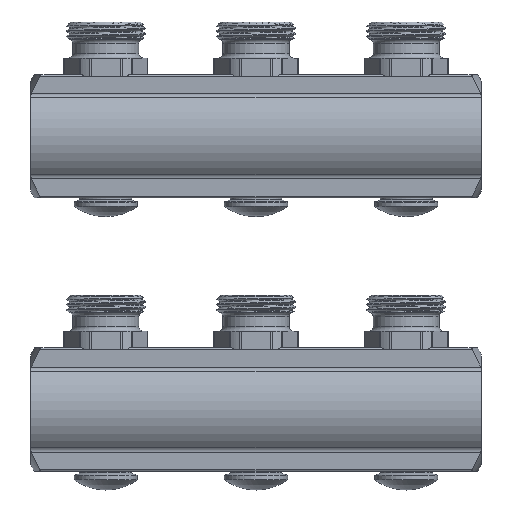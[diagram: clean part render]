
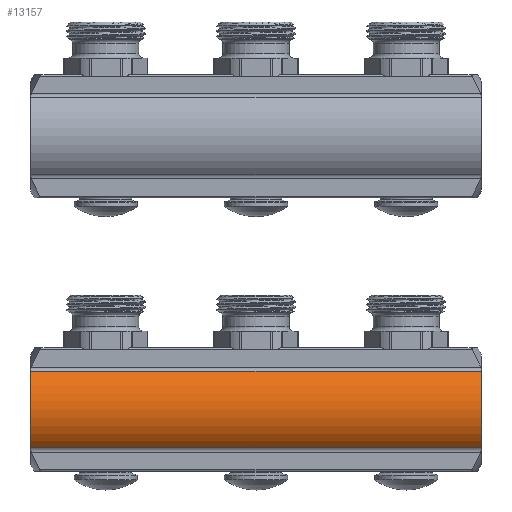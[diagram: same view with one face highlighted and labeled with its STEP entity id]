
A CAD part, front view. The second image highlights one B-rep face of the part: STEP entity #13157.
In plain terms, the highlighted cylindrical face has radius 18.25 mm (diameter 36.5 mm), a partial arc.
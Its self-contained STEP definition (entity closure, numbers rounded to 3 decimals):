
#11=CARTESIAN_POINT('',(-75.,0.,0.));
#12=DIRECTION('',(1.,0.,0.));
#13=DIRECTION('',(0.,-0.716,0.698));
#14=AXIS2_PLACEMENT_3D('',#11,#12,#13);
#16=CARTESIAN_POINT('',(-75.,0.,0.));
#17=DIRECTION('',(1.,0.,0.));
#18=DIRECTION('',(0.,-1.,0.));
#19=AXIS2_PLACEMENT_3D('',#16,#17,#18);
#157=DIRECTION('',(-1.,0.,0.));
#158=VECTOR('',#157,150.);
#159=CARTESIAN_POINT('',(75.,-13.068,12.739));
#160=LINE('',#159,#158);
#200=CARTESIAN_POINT('',(75.,0.,0.));
#201=DIRECTION('',(-1.,0.,0.));
#202=DIRECTION('',(0.,-0.716,-0.698));
#203=AXIS2_PLACEMENT_3D('',#200,#201,#202);
#205=CARTESIAN_POINT('',(75.,0.,0.));
#206=DIRECTION('',(-1.,0.,0.));
#207=DIRECTION('',(0.,-1.,0.));
#208=AXIS2_PLACEMENT_3D('',#205,#206,#207);
#5668=DIRECTION('',(-1.,0.,0.));
#5669=VECTOR('',#5668,150.);
#5670=CARTESIAN_POINT('',(75.,-13.068,-12.739));
#5671=LINE('',#5670,#5669);
#5676=CARTESIAN_POINT('',(-75.,-13.068,12.739));
#5677=VERTEX_POINT('',#5676);
#5678=CARTESIAN_POINT('',(-75.,-18.25,0.));
#5679=VERTEX_POINT('',#5678);
#5680=CARTESIAN_POINT('',(-75.,-13.068,-12.739));
#5681=VERTEX_POINT('',#5680);
#5716=CARTESIAN_POINT('',(75.,-13.068,12.739));
#5717=VERTEX_POINT('',#5716);
#5726=CARTESIAN_POINT('',(75.,-13.068,-12.739));
#5727=VERTEX_POINT('',#5726);
#5728=CARTESIAN_POINT('',(75.,-18.25,0.));
#5729=VERTEX_POINT('',#5728);
#13144=CARTESIAN_POINT('',(-75.,0.,0.));
#13145=DIRECTION('',(1.,0.,0.));
#13146=DIRECTION('',(0.,-1.,0.));
#13147=AXIS2_PLACEMENT_3D('',#13144,#13145,#13146);
#13148=CYLINDRICAL_SURFACE('',#13147,18.25);
#13149=ORIENTED_EDGE('',*,*,#6477,.T.);
#13150=ORIENTED_EDGE('',*,*,#6235,.F.);
#13151=ORIENTED_EDGE('',*,*,#6233,.F.);
#13152=ORIENTED_EDGE('',*,*,#6334,.F.);
#13153=ORIENTED_EDGE('',*,*,#6362,.F.);
#13154=ORIENTED_EDGE('',*,*,#6360,.F.);
#13155=EDGE_LOOP('',(#13149,#13150,#13151,#13152,#13153,#13154));
#13156=FACE_OUTER_BOUND('',#13155,.F.);
#13157=ADVANCED_FACE('',(#13156),#13148,.T.);
#15=CIRCLE('',#14,18.25);
#20=CIRCLE('',#19,18.25);
#204=CIRCLE('',#203,18.25);
#209=CIRCLE('',#208,18.25);
#6233=EDGE_CURVE('',#5677,#5679,#15,.T.);
#6235=EDGE_CURVE('',#5679,#5681,#20,.T.);
#6334=EDGE_CURVE('',#5717,#5677,#160,.T.);
#6360=EDGE_CURVE('',#5727,#5729,#204,.T.);
#6362=EDGE_CURVE('',#5729,#5717,#209,.T.);
#6477=EDGE_CURVE('',#5727,#5681,#5671,.T.);
